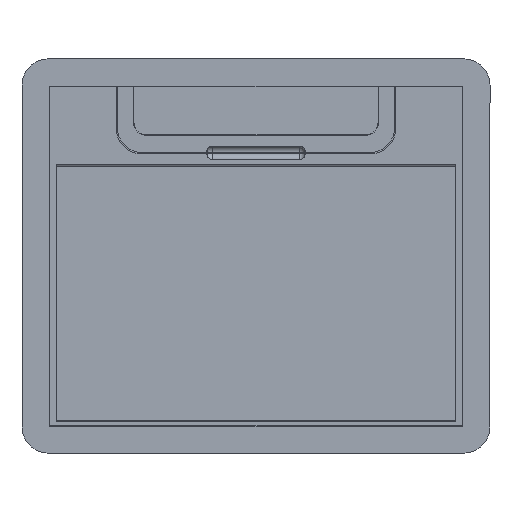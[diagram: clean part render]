
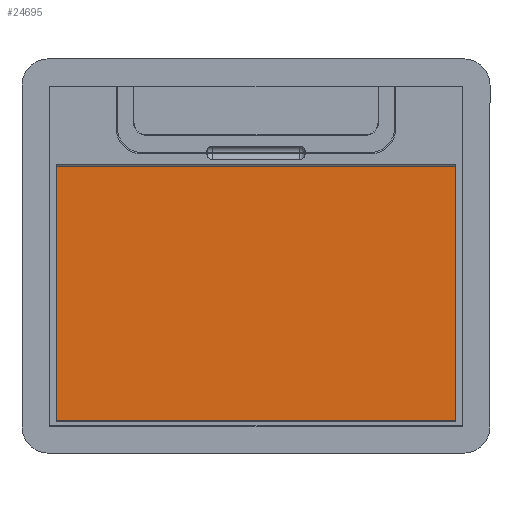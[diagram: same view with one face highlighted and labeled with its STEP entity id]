
A CAD part, top view. The second image highlights one B-rep face of the part: STEP entity #24695.
In plain terms, the highlighted planar face has unit normal (0, 0, 1).
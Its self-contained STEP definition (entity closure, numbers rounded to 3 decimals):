
#23681=CARTESIAN_POINT('Vertex',(54.933,-122.,5.1)) ;
#23684=CARTESIAN_POINT('Line Origine',(-22.77,-122.,5.1)) ;
#23688=CARTESIAN_POINT('Vertex',(-100.474,-122.,5.1)) ;
#23709=CARTESIAN_POINT('Line Origine',(-100.474,0.,5.1)) ;
#23713=CARTESIAN_POINT('Vertex',(-100.474,122.,5.1)) ;
#23733=CARTESIAN_POINT('Line Origine',(-22.77,122.,5.1)) ;
#23737=CARTESIAN_POINT('Vertex',(54.933,122.,5.1)) ;
#24672=CARTESIAN_POINT('Line Origine',(54.933,0.,5.1)) ;
#24684=CARTESIAN_POINT('Axis2P3D Location',(54.933,0.,5.1)) ;
#23685=DIRECTION('Vector Direction',(-1.,0.,0.)) ;
#23710=DIRECTION('Vector Direction',(0.,-1.,0.)) ;
#23734=DIRECTION('Vector Direction',(-1.,0.,0.)) ;
#24673=DIRECTION('Vector Direction',(0.,1.,0.)) ;
#24685=DIRECTION('Axis2P3D Direction',(0.,0.,1.)) ;
#24686=DIRECTION('Axis2P3D XDirection',(-1.,0.,0.)) ;
#24687=AXIS2_PLACEMENT_3D('Plane Axis2P3D',#24684,#24685,#24686) ;
#24690=ORIENTED_EDGE('',*,*,#24676,.F.) ;
#24691=ORIENTED_EDGE('',*,*,#23739,.T.) ;
#24692=ORIENTED_EDGE('',*,*,#23715,.T.) ;
#24693=ORIENTED_EDGE('',*,*,#23690,.F.) ;
#23686=VECTOR('Line Direction',#23685,1.) ;
#23711=VECTOR('Line Direction',#23710,1.) ;
#23735=VECTOR('Line Direction',#23734,1.) ;
#24674=VECTOR('Line Direction',#24673,1.) ;
#24695=ADVANCED_FACE('Corps de pi\X2\00E8\X0\ce.1',(#24694),#24688,.T.) ;
#23690=EDGE_CURVE('',#23682,#23689,#23687,.T.) ;
#23715=EDGE_CURVE('',#23714,#23689,#23712,.T.) ;
#23739=EDGE_CURVE('',#23738,#23714,#23736,.T.) ;
#24676=EDGE_CURVE('',#23738,#23682,#24675,.F.) ;
#24689=EDGE_LOOP('',(#24690,#24691,#24692,#24693)) ;
#24694=FACE_OUTER_BOUND('',#24689,.T.) ;
#23687=LINE('Line',#23684,#23686) ;
#23712=LINE('Line',#23709,#23711) ;
#23736=LINE('Line',#23733,#23735) ;
#24675=LINE('Line',#24672,#24674) ;
#24688=PLANE('',#24687) ;
#23682=VERTEX_POINT('',#23681) ;
#23689=VERTEX_POINT('',#23688) ;
#23714=VERTEX_POINT('',#23713) ;
#23738=VERTEX_POINT('',#23737) ;
